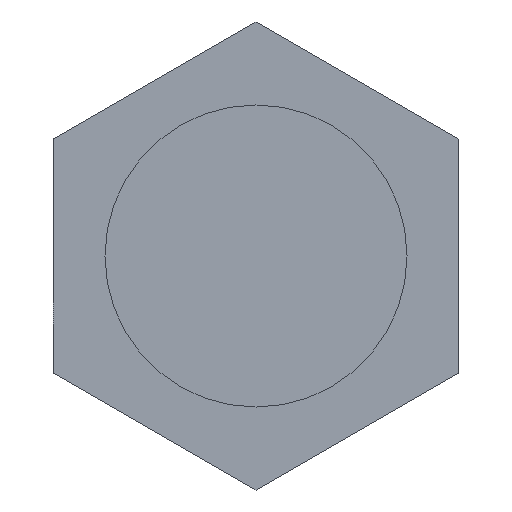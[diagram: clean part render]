
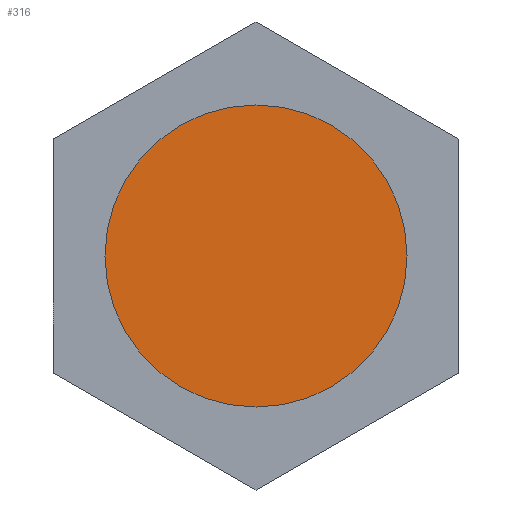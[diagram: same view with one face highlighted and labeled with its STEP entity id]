
A CAD part, front view. The second image highlights one B-rep face of the part: STEP entity #316.
In plain terms, the highlighted planar face has unit normal (0, -1, 0).
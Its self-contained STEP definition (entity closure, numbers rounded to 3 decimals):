
#64=PLANE('',#341);
#108=ORIENTED_EDGE('',*,*,#116,.T.);
#116=EDGE_CURVE('',#140,#140,#158,.T.);
#140=VERTEX_POINT('',#413);
#158=CIRCLE('',#329,9.316);
#176=EDGE_LOOP('',(#108));
#196=FACE_BOUND('',#176,.T.);
#316=ADVANCED_FACE('',(#196),#64,.F.);
#329=AXIS2_PLACEMENT_3D('',#412,#355,#356);
#341=AXIS2_PLACEMENT_3D('',#458,#397,#398);
#355=DIRECTION('',(0.,-1.,0.));
#356=DIRECTION('',(0.,0.,-1.));
#397=DIRECTION('',(0.,1.,0.));
#398=DIRECTION('',(0.,0.,1.));
#412=CARTESIAN_POINT('',(0.,17.2,0.));
#413=CARTESIAN_POINT('',(0.,17.2,-9.316));
#458=CARTESIAN_POINT('',(0.,17.2,0.));
